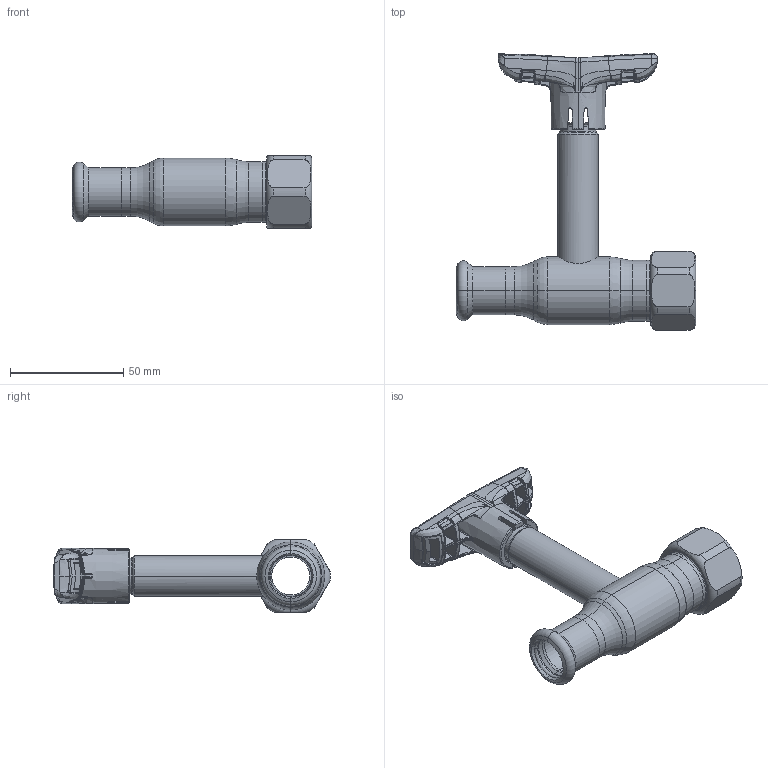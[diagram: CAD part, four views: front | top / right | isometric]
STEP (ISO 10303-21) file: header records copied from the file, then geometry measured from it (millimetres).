
FILE_DESCRIPTION (( 'STEP AP214' ), '1' );
FILE_NAME ('1015001011-1400.STEP', '2024-01-18T08:38:15', ( '' ), ( '' ), 'SwSTEP 2.0', 'SolidWorks 2021', '' );
FILE_SCHEMA (( 'AUTOMOTIVE_DESIGN' ));
Length unit declared in the file: millimetre
Products named in the file (1): 1015001011-1400
Bounding box: 105.8 x 122.18 x 32 mm (x, y, z)
Surface area: 25948.2 mm2 (no closed solid volume)
Topology: 0 solids, 7 shells, 687 faces, 2069 edges, 1304 vertices
Faces by surface type: bspline 537, plane 55, cylinder 36, torus 27, cone 25, sphere 7
Entity records: 53746 total; most frequent: CARTESIAN_POINT 32573, ORIENTED_EDGE 3561, EDGE_CURVE 2057, B_SPLINE_CURVE_WITH_KNOTS 1420, DIRECTION 1410, VERTEX_POINT 1300, EDGE_LOOP 697, UNCERTAINTY_MEASURE_WITH_UNIT 689
